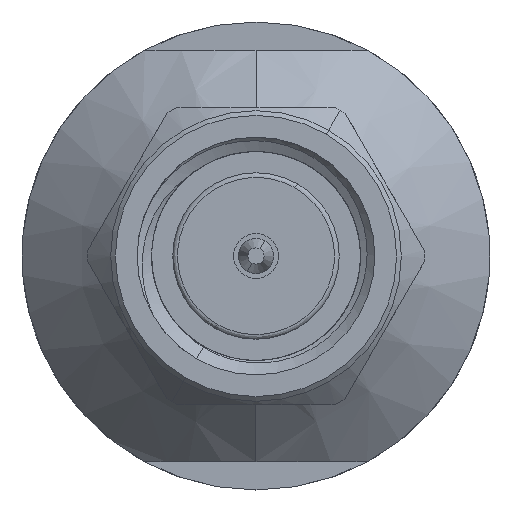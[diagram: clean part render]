
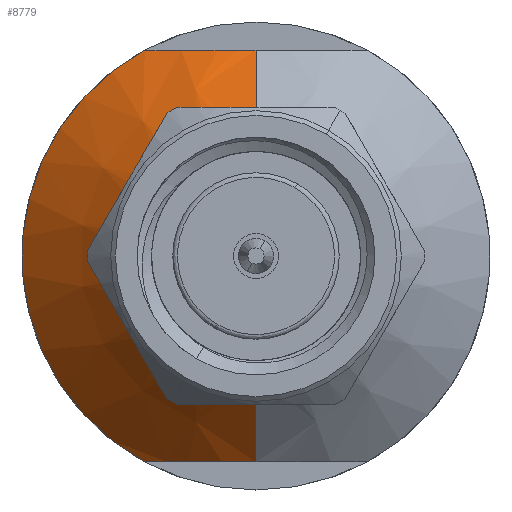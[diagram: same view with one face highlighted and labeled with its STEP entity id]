
A CAD part, left-side view. The second image highlights one B-rep face of the part: STEP entity #8779.
In plain terms, the highlighted conical face has half-angle 44.788 degrees and reference radius 6.35 mm.
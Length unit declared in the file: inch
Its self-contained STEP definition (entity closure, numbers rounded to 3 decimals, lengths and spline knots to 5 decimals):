
#415 = EDGE_CURVE ( 'NONE', #7757, #3866, #8766, .T. ) ;
#455 = VERTEX_POINT ( 'NONE', #4960 ) ;
#571 = CARTESIAN_POINT ( 'NONE',  ( 0.56559, 0.05962, 0.21654 ) ) ;
#575 = CARTESIAN_POINT ( 'NONE',  ( 0.59118, 0., 0. ) ) ;
#621 = CARTESIAN_POINT ( 'NONE',  ( 0.58722, 0.11687, 0.21653 ) ) ;
#709 = CARTESIAN_POINT ( 'NONE',  ( 0.58722, 0., 0. ) ) ;
#983 = AXIS2_PLACEMENT_3D ( 'NONE', #3247, #8028, #1868 ) ;
#1068 = CARTESIAN_POINT ( 'NONE',  ( 0.56604, 0.0613, -0.21654 ) ) ;
#1281 = CIRCLE ( 'NONE', #8407, 0.24606 ) ;
#1287 = CARTESIAN_POINT ( 'NONE',  ( 0.5654, 0.05892, 0.21654 ) ) ;
#1566 = B_SPLINE_CURVE_WITH_KNOTS ( 'NONE', 3,
 ( #3330, #6635, #3246, #571, #1287, #4670, #1998, #6050, #8027, #1956, #6720, #7393 ),
 .UNSPECIFIED., .F., .F.,
 ( 4, 2, 2, 1, 1, 1, 1, 4 ),
 ( 0., 0.24979, 0.2576, 0.2654, 0.28101, 0.31224, 0.37468, 0.49958 ),
 .UNSPECIFIED. ) ;
#1636 = DIRECTION ( 'NONE',  ( 0.71, 0., -0.704 ) ) ;
#1781 = CARTESIAN_POINT ( 'NONE',  ( 0.58722, 0.11687, -0.21653 ) ) ;
#1868 = DIRECTION ( 'NONE',  ( 0., 0., -1. ) ) ;
#1872 = CARTESIAN_POINT ( 'NONE',  ( 0.56091, 0.03979, -0.21654 ) ) ;
#1956 = CARTESIAN_POINT ( 'NONE',  ( 0.55851, 0.02476, 0.21654 ) ) ;
#1998 = CARTESIAN_POINT ( 'NONE',  ( 0.56458, 0.05573, 0.21654 ) ) ;
#2294 = CARTESIAN_POINT ( 'NONE',  ( 0.46526, 0., 0. ) ) ;
#2354 = CARTESIAN_POINT ( 'NONE',  ( 0.59118, 0., -0.25 ) ) ;
#2387 = CARTESIAN_POINT ( 'NONE',  ( 0.46526, 0.0625, -0.10825 ) ) ;
#2438 = ORIENTED_EDGE ( 'NONE', *, *, #3094, .T. ) ;
#2593 = ORIENTED_EDGE ( 'NONE', *, *, #2637, .F. ) ;
#2637 = EDGE_CURVE ( 'NONE', #455, #6062, #7347, .T. ) ;
#2665 = DIRECTION ( 'NONE',  ( 1., 0., 0. ) ) ;
#2674 = VERTEX_POINT ( 'NONE', #6505 ) ;
#2819 = DIRECTION ( 'NONE',  ( 0., 0., -1. ) ) ;
#2858 = EDGE_CURVE ( 'NONE', #7757, #455, #3011, .T. ) ;
#3011 = LINE ( 'NONE', #2354, #5604 ) ;
#3070 = CARTESIAN_POINT ( 'NONE',  ( 0.57048, 0.0761, -0.21654 ) ) ;
#3094 = EDGE_CURVE ( 'NONE', #3866, #2674, #5254, .T. ) ;
#3246 = CARTESIAN_POINT ( 'NONE',  ( 0.57059, 0.07817, 0.21654 ) ) ;
#3247 = CARTESIAN_POINT ( 'NONE',  ( 0.46526, 0., 0. ) ) ;
#3330 = CARTESIAN_POINT ( 'NONE',  ( 0.58722, 0.11687, 0.21653 ) ) ;
#3747 = CARTESIAN_POINT ( 'NONE',  ( 0.56798, 0.06809, -0.21654 ) ) ;
#3866 = VERTEX_POINT ( 'NONE', #2387 ) ;
#3881 = CARTESIAN_POINT ( 'NONE',  ( 0.56298, 0.04993, -0.21654 ) ) ;
#4019 = EDGE_LOOP ( 'NONE', ( #2438, #4768, #5581, #7246, #2593, #7682, #8176 ) ) ;
#4040 = CARTESIAN_POINT ( 'NONE',  ( 0.55747, 0.00986, -0.21654 ) ) ;
#4541 = FACE_OUTER_BOUND ( 'NONE', #4019, .T. ) ;
#4588 = CARTESIAN_POINT ( 'NONE',  ( 0.58248, 0.10696, -0.21654 ) ) ;
#4640 = VERTEX_POINT ( 'NONE', #621 ) ;
#4670 = CARTESIAN_POINT ( 'NONE',  ( 0.56507, 0.05764, 0.21654 ) ) ;
#4676 = DIRECTION ( 'NONE',  ( 0., 0., -1. ) ) ;
#4721 = DIRECTION ( 'NONE',  ( 0.71, 0., 0.704 ) ) ;
#4768 = ORIENTED_EDGE ( 'NONE', *, *, #8812, .T. ) ;
#4899 = AXIS2_PLACEMENT_3D ( 'NONE', #2294, #7057, #2819 ) ;
#4960 = CARTESIAN_POINT ( 'NONE',  ( 0.55747, 0., -0.21654 ) ) ;
#5254 = CIRCLE ( 'NONE', #983, 0.125 ) ;
#5350 = DIRECTION ( 'NONE',  ( -1., 0., 0. ) ) ;
#5377 = CARTESIAN_POINT ( 'NONE',  ( 0.55747, 0., 0.21654 ) ) ;
#5581 = ORIENTED_EDGE ( 'NONE', *, *, #5978, .F. ) ;
#5588 = AXIS2_PLACEMENT_3D ( 'NONE', #575, #2665, #4676 ) ;
#5604 = VECTOR ( 'NONE', #1636, 39.37008 ) ;
#5818 = VERTEX_POINT ( 'NONE', #5377 ) ;
#5978 = EDGE_CURVE ( 'NONE', #4640, #5818, #1566, .T. ) ;
#6024 = DIRECTION ( 'NONE',  ( 0., 0., -1. ) ) ;
#6050 = CARTESIAN_POINT ( 'NONE',  ( 0.56348, 0.05127, 0.21654 ) ) ;
#6062 = VERTEX_POINT ( 'NONE', #7838 ) ;
#6505 = CARTESIAN_POINT ( 'NONE',  ( 0.46526, 0., 0.125 ) ) ;
#6598 = CARTESIAN_POINT ( 'NONE',  ( 0.59118, 0., 0.25 ) ) ;
#6635 = CARTESIAN_POINT ( 'NONE',  ( 0.57775, 0.09707, 0.21654 ) ) ;
#6720 = CARTESIAN_POINT ( 'NONE',  ( 0.55747, 0.00985, 0.21654 ) ) ;
#7049 = CARTESIAN_POINT ( 'NONE',  ( 0.46526, 0., -0.125 ) ) ;
#7057 = DIRECTION ( 'NONE',  ( 1., 0., 0. ) ) ;
#7137 = CARTESIAN_POINT ( 'NONE',  ( 0.56683, 0.06412, -0.21654 ) ) ;
#7181 = CARTESIAN_POINT ( 'NONE',  ( 0.55747, 0., -0.21654 ) ) ;
#7246 = ORIENTED_EDGE ( 'NONE', *, *, #7717, .T. ) ;
#7265 = LINE ( 'NONE', #6598, #7901 ) ;
#7267 = CARTESIAN_POINT ( 'NONE',  ( 0.55816, 0.01974, -0.21654 ) ) ;
#7347 = B_SPLINE_CURVE_WITH_KNOTS ( 'NONE', 3,
 ( #7181, #4040, #7267, #1872, #3881, #8482, #1068, #8663, #7137, #3747, #3070, #8523, #4588, #1781 ),
 .UNSPECIFIED., .F., .F.,
 ( 4, 2, 2, 2, 1, 1, 1, 1, 4 ),
 ( 0.49958, 0.62468, 0.74979, 0.75761, 0.76543, 0.78107, 0.81234, 0.87489, 1. ),
 .UNSPECIFIED. ) ;
#7393 = CARTESIAN_POINT ( 'NONE',  ( 0.55747, 0., 0.21654 ) ) ;
#7682 = ORIENTED_EDGE ( 'NONE', *, *, #2858, .F. ) ;
#7717 = EDGE_CURVE ( 'NONE', #4640, #6062, #1281, .T. ) ;
#7757 = VERTEX_POINT ( 'NONE', #7049 ) ;
#7838 = CARTESIAN_POINT ( 'NONE',  ( 0.58722, 0.11687, -0.21653 ) ) ;
#7901 = VECTOR ( 'NONE', #4721, 39.37008 ) ;
#8027 = CARTESIAN_POINT ( 'NONE',  ( 0.56152, 0.04239, 0.21654 ) ) ;
#8028 = DIRECTION ( 'NONE',  ( 1., 0., 0. ) ) ;
#8176 = ORIENTED_EDGE ( 'NONE', *, *, #415, .T. ) ;
#8407 = AXIS2_PLACEMENT_3D ( 'NONE', #709, #5350, #6024 ) ;
#8456 = CONICAL_SURFACE ( 'NONE', #5588, 0.25, 0.782 ) ;
#8482 = CARTESIAN_POINT ( 'NONE',  ( 0.56591, 0.06081, -0.21654 ) ) ;
#8523 = CARTESIAN_POINT ( 'NONE',  ( 0.57624, 0.09244, -0.21654 ) ) ;
#8663 = CARTESIAN_POINT ( 'NONE',  ( 0.56636, 0.06243, -0.21654 ) ) ;
#8766 = CIRCLE ( 'NONE', #4899, 0.125 ) ;
#8779 = ADVANCED_FACE ( 'NONE', ( #4541 ), #8456, .T. ) ;
#8812 = EDGE_CURVE ( 'NONE', #2674, #5818, #7265, .T. ) ;
